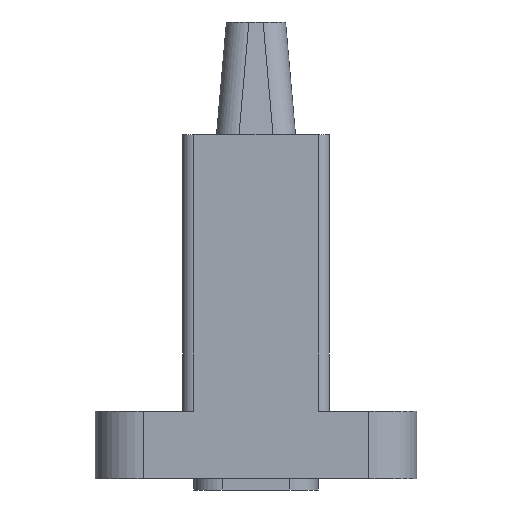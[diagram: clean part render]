
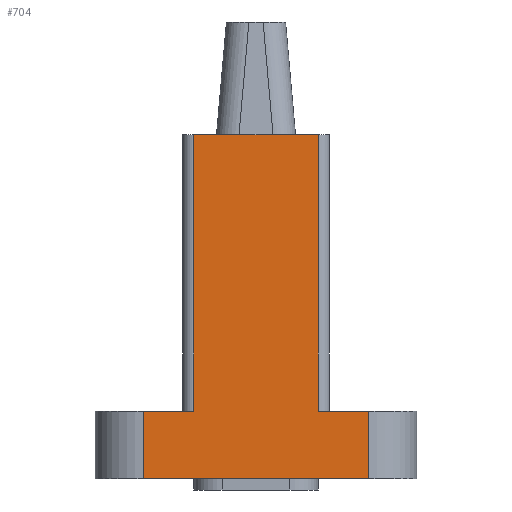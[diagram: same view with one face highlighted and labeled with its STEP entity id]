
A CAD part, front view. The second image highlights one B-rep face of the part: STEP entity #704.
In plain terms, the highlighted planar face has unit normal (0, -1, 0).
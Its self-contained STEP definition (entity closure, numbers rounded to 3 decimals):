
#57=PLANE('',#769);
#84=FACE_OUTER_BOUND('',#124,.T.);
#124=EDGE_LOOP('',(#513,#514,#515,#516,#517,#518,#519,#520));
#178=LINE('',#1099,#244);
#180=LINE('',#1105,#246);
#181=LINE('',#1107,#247);
#182=LINE('',#1109,#248);
#183=LINE('',#1111,#249);
#184=LINE('',#1113,#250);
#185=LINE('',#1115,#251);
#186=LINE('',#1116,#252);
#244=VECTOR('',#879,10.);
#246=VECTOR('',#885,10.);
#247=VECTOR('',#886,10.);
#248=VECTOR('',#887,10.);
#249=VECTOR('',#888,10.);
#250=VECTOR('',#889,10.);
#251=VECTOR('',#890,10.);
#252=VECTOR('',#891,10.);
#320=VERTEX_POINT('',#1096);
#321=VERTEX_POINT('',#1098);
#323=VERTEX_POINT('',#1104);
#324=VERTEX_POINT('',#1106);
#325=VERTEX_POINT('',#1108);
#326=VERTEX_POINT('',#1110);
#327=VERTEX_POINT('',#1112);
#328=VERTEX_POINT('',#1114);
#395=EDGE_CURVE('',#320,#321,#178,.T.);
#398=EDGE_CURVE('',#321,#323,#180,.T.);
#399=EDGE_CURVE('',#320,#324,#181,.T.);
#400=EDGE_CURVE('',#325,#324,#182,.T.);
#401=EDGE_CURVE('',#326,#325,#183,.T.);
#402=EDGE_CURVE('',#327,#326,#184,.T.);
#403=EDGE_CURVE('',#328,#327,#185,.T.);
#404=EDGE_CURVE('',#328,#323,#186,.T.);
#513=ORIENTED_EDGE('',*,*,#398,.F.);
#514=ORIENTED_EDGE('',*,*,#395,.F.);
#515=ORIENTED_EDGE('',*,*,#399,.T.);
#516=ORIENTED_EDGE('',*,*,#400,.F.);
#517=ORIENTED_EDGE('',*,*,#401,.F.);
#518=ORIENTED_EDGE('',*,*,#402,.F.);
#519=ORIENTED_EDGE('',*,*,#403,.F.);
#520=ORIENTED_EDGE('',*,*,#404,.T.);
#704=ADVANCED_FACE('',(#84),#57,.T.);
#769=AXIS2_PLACEMENT_3D('',#1103,#883,#884);
#879=DIRECTION('',(0.,0.,-1.));
#883=DIRECTION('center_axis',(0.,-1.,0.));
#884=DIRECTION('ref_axis',(1.,0.,0.));
#885=DIRECTION('',(1.,0.,0.));
#886=DIRECTION('',(-1.,0.,0.));
#887=DIRECTION('',(0.,0.,1.));
#888=DIRECTION('',(1.,0.,0.));
#889=DIRECTION('',(0.,0.,1.));
#890=DIRECTION('',(-1.,0.,0.));
#891=DIRECTION('',(0.,0.,1.));
#1096=CARTESIAN_POINT('',(5.5,-4.25,30.5));
#1098=CARTESIAN_POINT('',(5.5,-4.25,6.));
#1099=CARTESIAN_POINT('',(5.5,-4.25,0.));
#1103=CARTESIAN_POINT('Origin',(-10.,-4.25,0.));
#1104=CARTESIAN_POINT('',(10.,-4.25,6.));
#1105=CARTESIAN_POINT('',(10.,-4.25,6.));
#1106=CARTESIAN_POINT('',(-5.5,-4.25,30.5));
#1107=CARTESIAN_POINT('',(-1.75,-4.25,30.5));
#1108=CARTESIAN_POINT('',(-5.5,-4.25,6.));
#1109=CARTESIAN_POINT('',(-5.5,-4.25,0.));
#1110=CARTESIAN_POINT('',(-10.,-4.25,6.));
#1111=CARTESIAN_POINT('',(10.,-4.25,6.));
#1112=CARTESIAN_POINT('',(-10.,-4.25,0.));
#1113=CARTESIAN_POINT('',(-10.,-4.25,0.));
#1114=CARTESIAN_POINT('',(10.,-4.25,0.));
#1115=CARTESIAN_POINT('',(10.,-4.25,0.));
#1116=CARTESIAN_POINT('',(10.,-4.25,0.));
